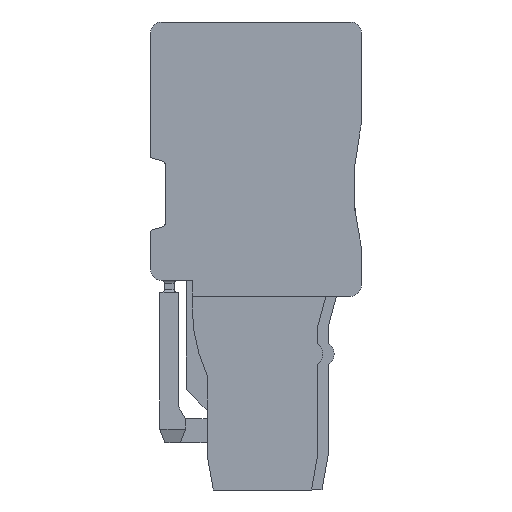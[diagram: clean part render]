
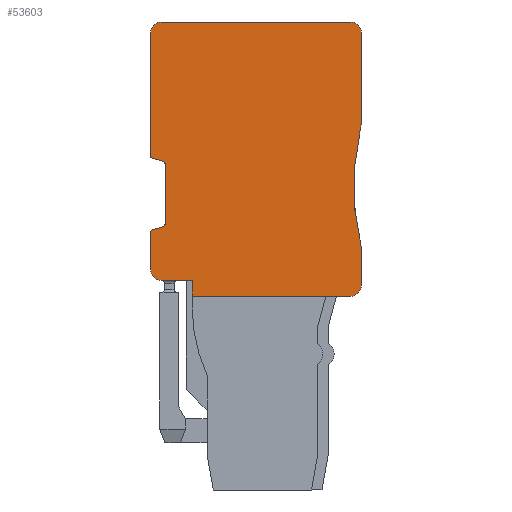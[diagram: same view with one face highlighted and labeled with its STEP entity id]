
A CAD part, left-side view. The second image highlights one B-rep face of the part: STEP entity #53603.
In plain terms, the highlighted planar face has unit normal (-1, 0, 0).
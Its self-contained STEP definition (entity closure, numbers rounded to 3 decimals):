
#53341=AXIS2_PLACEMENT_3D('Circle Axis2P3D',#53339,#53340,$) ;
#53461=AXIS2_PLACEMENT_3D('Plane Axis2P3D',#53458,#53459,#53460) ;
#53465=AXIS2_PLACEMENT_3D('Circle Axis2P3D',#53463,#53464,$) ;
#53474=AXIS2_PLACEMENT_3D('Circle Axis2P3D',#53472,#53473,$) ;
#53488=AXIS2_PLACEMENT_3D('Circle Axis2P3D',#53486,#53487,$) ;
#53502=AXIS2_PLACEMENT_3D('Circle Axis2P3D',#53500,#53501,$) ;
#53516=AXIS2_PLACEMENT_3D('Circle Axis2P3D',#53514,#53515,$) ;
#53530=AXIS2_PLACEMENT_3D('Circle Axis2P3D',#53528,#53529,$) ;
#53544=AXIS2_PLACEMENT_3D('Circle Axis2P3D',#53542,#53543,$) ;
#53558=AXIS2_PLACEMENT_3D('Circle Axis2P3D',#53556,#53557,$) ;
#53570=AXIS2_PLACEMENT_3D('Circle Axis2P3D',#53568,#53569,$) ;
#52344=CARTESIAN_POINT('Vertex',(0.,11.25,13.95)) ;
#52347=CARTESIAN_POINT('Line Origine',(0.,12.275,13.95)) ;
#52351=CARTESIAN_POINT('Vertex',(0.,13.3,13.95)) ;
#52432=CARTESIAN_POINT('Vertex',(0.,11.25,12.9)) ;
#52435=CARTESIAN_POINT('Line Origine',(0.,11.25,13.425)) ;
#52481=CARTESIAN_POINT('Vertex',(0.,0.7,12.9)) ;
#52484=CARTESIAN_POINT('Line Origine',(0.,5.975,12.9)) ;
#53339=CARTESIAN_POINT('Axis2P3D Location',(0.,13.3,14.65)) ;
#53343=CARTESIAN_POINT('Vertex',(0.,14.,14.65)) ;
#53458=CARTESIAN_POINT('Axis2P3D Location',(0.,6.8,12.9)) ;
#53463=CARTESIAN_POINT('Axis2P3D Location',(0.,-15.5,20.2)) ;
#53467=CARTESIAN_POINT('Vertex',(0.,0.,16.231)) ;
#53469=CARTESIAN_POINT('Vertex',(0.,0.083,23.83)) ;
#53472=CARTESIAN_POINT('Axis2P3D Location',(0.,3.173,24.55)) ;
#53476=CARTESIAN_POINT('Vertex',(0.,0.,24.55)) ;
#53479=CARTESIAN_POINT('Line Origine',(0.,0.,27.5)) ;
#53483=CARTESIAN_POINT('Vertex',(0.,0.,30.45)) ;
#53486=CARTESIAN_POINT('Axis2P3D Location',(0.,0.7,30.45)) ;
#53490=CARTESIAN_POINT('Vertex',(0.,0.7,31.15)) ;
#53493=CARTESIAN_POINT('Line Origine',(0.,7.,31.15)) ;
#53497=CARTESIAN_POINT('Vertex',(0.,13.3,31.15)) ;
#53500=CARTESIAN_POINT('Axis2P3D Location',(0.,13.3,30.45)) ;
#53504=CARTESIAN_POINT('Vertex',(0.,14.,30.45)) ;
#53507=CARTESIAN_POINT('Line Origine',(0.,14.,26.329)) ;
#53511=CARTESIAN_POINT('Vertex',(0.,14.,22.208)) ;
#53514=CARTESIAN_POINT('Axis2P3D Location',(0.,13.9,22.208)) ;
#53518=CARTESIAN_POINT('Vertex',(0.,13.931,22.112)) ;
#53521=CARTESIAN_POINT('Line Origine',(0.,13.586,22.001)) ;
#53525=CARTESIAN_POINT('Vertex',(0.,13.242,21.889)) ;
#53528=CARTESIAN_POINT('Axis2P3D Location',(0.,13.35,21.556)) ;
#53532=CARTESIAN_POINT('Vertex',(0.,13.,21.556)) ;
#53535=CARTESIAN_POINT('Line Origine',(0.,13.,19.7)) ;
#53539=CARTESIAN_POINT('Vertex',(0.,13.,17.844)) ;
#53542=CARTESIAN_POINT('Axis2P3D Location',(0.,13.35,17.844)) ;
#53546=CARTESIAN_POINT('Vertex',(0.,13.242,17.511)) ;
#53549=CARTESIAN_POINT('Line Origine',(0.,13.586,17.399)) ;
#53553=CARTESIAN_POINT('Vertex',(0.,13.931,17.288)) ;
#53556=CARTESIAN_POINT('Axis2P3D Location',(0.,13.9,17.192)) ;
#53560=CARTESIAN_POINT('Vertex',(0.,14.,17.192)) ;
#53563=CARTESIAN_POINT('Line Origine',(0.,14.,15.921)) ;
#53568=CARTESIAN_POINT('Axis2P3D Location',(0.,0.7,13.6)) ;
#53572=CARTESIAN_POINT('Vertex',(0.,0.,13.6)) ;
#53575=CARTESIAN_POINT('Line Origine',(0.,0.,14.916)) ;
#52348=DIRECTION('Vector Direction',(0.,1.,0.)) ;
#52436=DIRECTION('Vector Direction',(0.,0.,1.)) ;
#52485=DIRECTION('Vector Direction',(0.,1.,0.)) ;
#53340=DIRECTION('Axis2P3D Direction',(1.,0.,-0.)) ;
#53459=DIRECTION('Axis2P3D Direction',(1.,0.,-0.)) ;
#53460=DIRECTION('Axis2P3D XDirection',(0.,0.,1.)) ;
#53464=DIRECTION('Axis2P3D Direction',(1.,0.,-0.)) ;
#53473=DIRECTION('Axis2P3D Direction',(1.,0.,-0.)) ;
#53480=DIRECTION('Vector Direction',(0.,0.,1.)) ;
#53487=DIRECTION('Axis2P3D Direction',(1.,0.,-0.)) ;
#53494=DIRECTION('Vector Direction',(0.,-1.,0.)) ;
#53501=DIRECTION('Axis2P3D Direction',(1.,0.,-0.)) ;
#53508=DIRECTION('Vector Direction',(0.,0.,-1.)) ;
#53515=DIRECTION('Axis2P3D Direction',(1.,0.,-0.)) ;
#53522=DIRECTION('Vector Direction',(0.,0.951,0.309)) ;
#53529=DIRECTION('Axis2P3D Direction',(1.,0.,-0.)) ;
#53536=DIRECTION('Vector Direction',(0.,0.,-1.)) ;
#53543=DIRECTION('Axis2P3D Direction',(1.,0.,-0.)) ;
#53550=DIRECTION('Vector Direction',(0.,-0.951,0.309)) ;
#53557=DIRECTION('Axis2P3D Direction',(1.,0.,-0.)) ;
#53564=DIRECTION('Vector Direction',(0.,0.,-1.)) ;
#53569=DIRECTION('Axis2P3D Direction',(1.,0.,-0.)) ;
#53576=DIRECTION('Vector Direction',(0.,0.,1.)) ;
#52349=VECTOR('Line Direction',#52348,1.) ;
#52437=VECTOR('Line Direction',#52436,1.) ;
#52486=VECTOR('Line Direction',#52485,1.) ;
#53481=VECTOR('Line Direction',#53480,1.) ;
#53495=VECTOR('Line Direction',#53494,1.) ;
#53509=VECTOR('Line Direction',#53508,1.) ;
#53523=VECTOR('Line Direction',#53522,1.) ;
#53537=VECTOR('Line Direction',#53536,1.) ;
#53551=VECTOR('Line Direction',#53550,1.) ;
#53565=VECTOR('Line Direction',#53564,1.) ;
#53577=VECTOR('Line Direction',#53576,1.) ;
#53581=ORIENTED_EDGE('',*,*,#53471,.T.) ;
#53582=ORIENTED_EDGE('',*,*,#53478,.T.) ;
#53583=ORIENTED_EDGE('',*,*,#53485,.F.) ;
#53584=ORIENTED_EDGE('',*,*,#53492,.F.) ;
#53585=ORIENTED_EDGE('',*,*,#53499,.F.) ;
#53586=ORIENTED_EDGE('',*,*,#53506,.F.) ;
#53587=ORIENTED_EDGE('',*,*,#53513,.F.) ;
#53588=ORIENTED_EDGE('',*,*,#53520,.T.) ;
#53589=ORIENTED_EDGE('',*,*,#53527,.T.) ;
#53590=ORIENTED_EDGE('',*,*,#53534,.F.) ;
#53591=ORIENTED_EDGE('',*,*,#53541,.T.) ;
#53592=ORIENTED_EDGE('',*,*,#53548,.T.) ;
#53593=ORIENTED_EDGE('',*,*,#53555,.T.) ;
#53594=ORIENTED_EDGE('',*,*,#53562,.T.) ;
#53595=ORIENTED_EDGE('',*,*,#53567,.F.) ;
#53596=ORIENTED_EDGE('',*,*,#53345,.F.) ;
#53597=ORIENTED_EDGE('',*,*,#52353,.F.) ;
#53598=ORIENTED_EDGE('',*,*,#52439,.F.) ;
#53599=ORIENTED_EDGE('',*,*,#52488,.F.) ;
#53600=ORIENTED_EDGE('',*,*,#53574,.F.) ;
#53601=ORIENTED_EDGE('',*,*,#53579,.F.) ;
#53603=ADVANCED_FACE('V10',(#53602),#53462,.F.) ;
#53342=CIRCLE('generated circle',#53341,0.7) ;
#53466=CIRCLE('generated circle',#53465,16.) ;
#53475=CIRCLE('generated circle',#53474,3.172) ;
#53489=CIRCLE('generated circle',#53488,0.7) ;
#53503=CIRCLE('generated circle',#53502,0.7) ;
#53517=CIRCLE('generated circle',#53516,0.1) ;
#53531=CIRCLE('generated circle',#53530,0.35) ;
#53545=CIRCLE('generated circle',#53544,0.35) ;
#53559=CIRCLE('generated circle',#53558,0.1) ;
#53571=CIRCLE('generated circle',#53570,0.7) ;
#52353=EDGE_CURVE('',#52345,#52352,#52350,.T.) ;
#52439=EDGE_CURVE('',#52433,#52345,#52438,.T.) ;
#52488=EDGE_CURVE('',#52482,#52433,#52487,.T.) ;
#53345=EDGE_CURVE('',#52352,#53344,#53342,.T.) ;
#53471=EDGE_CURVE('',#53468,#53470,#53466,.T.) ;
#53478=EDGE_CURVE('',#53470,#53477,#53475,.F.) ;
#53485=EDGE_CURVE('',#53484,#53477,#53482,.F.) ;
#53492=EDGE_CURVE('',#53491,#53484,#53489,.T.) ;
#53499=EDGE_CURVE('',#53498,#53491,#53496,.T.) ;
#53506=EDGE_CURVE('',#53505,#53498,#53503,.T.) ;
#53513=EDGE_CURVE('',#53512,#53505,#53510,.F.) ;
#53520=EDGE_CURVE('',#53512,#53519,#53517,.F.) ;
#53527=EDGE_CURVE('',#53519,#53526,#53524,.F.) ;
#53534=EDGE_CURVE('',#53533,#53526,#53531,.F.) ;
#53541=EDGE_CURVE('',#53533,#53540,#53538,.T.) ;
#53548=EDGE_CURVE('',#53540,#53547,#53545,.T.) ;
#53555=EDGE_CURVE('',#53547,#53554,#53552,.F.) ;
#53562=EDGE_CURVE('',#53554,#53561,#53559,.F.) ;
#53567=EDGE_CURVE('',#53344,#53561,#53566,.F.) ;
#53574=EDGE_CURVE('',#53573,#52482,#53571,.T.) ;
#53579=EDGE_CURVE('',#53468,#53573,#53578,.F.) ;
#53580=EDGE_LOOP('',(#53581,#53582,#53583,#53584,#53585,#53586,#53587,#53588,#53589,#53590,#53591,#53592,#53593,#53594,#53595,#53596,#53597,#53598,#53599,#53600,#53601)) ;
#53602=FACE_OUTER_BOUND('',#53580,.T.) ;
#52350=LINE('Line',#52347,#52349) ;
#52438=LINE('Line',#52435,#52437) ;
#52487=LINE('Line',#52484,#52486) ;
#53482=LINE('Line',#53479,#53481) ;
#53496=LINE('Line',#53493,#53495) ;
#53510=LINE('Line',#53507,#53509) ;
#53524=LINE('Line',#53521,#53523) ;
#53538=LINE('Line',#53535,#53537) ;
#53552=LINE('Line',#53549,#53551) ;
#53566=LINE('Line',#53563,#53565) ;
#53578=LINE('Line',#53575,#53577) ;
#53462=PLANE('',#53461) ;
#52345=VERTEX_POINT('',#52344) ;
#52352=VERTEX_POINT('',#52351) ;
#52433=VERTEX_POINT('',#52432) ;
#52482=VERTEX_POINT('',#52481) ;
#53344=VERTEX_POINT('',#53343) ;
#53468=VERTEX_POINT('',#53467) ;
#53470=VERTEX_POINT('',#53469) ;
#53477=VERTEX_POINT('',#53476) ;
#53484=VERTEX_POINT('',#53483) ;
#53491=VERTEX_POINT('',#53490) ;
#53498=VERTEX_POINT('',#53497) ;
#53505=VERTEX_POINT('',#53504) ;
#53512=VERTEX_POINT('',#53511) ;
#53519=VERTEX_POINT('',#53518) ;
#53526=VERTEX_POINT('',#53525) ;
#53533=VERTEX_POINT('',#53532) ;
#53540=VERTEX_POINT('',#53539) ;
#53547=VERTEX_POINT('',#53546) ;
#53554=VERTEX_POINT('',#53553) ;
#53561=VERTEX_POINT('',#53560) ;
#53573=VERTEX_POINT('',#53572) ;
